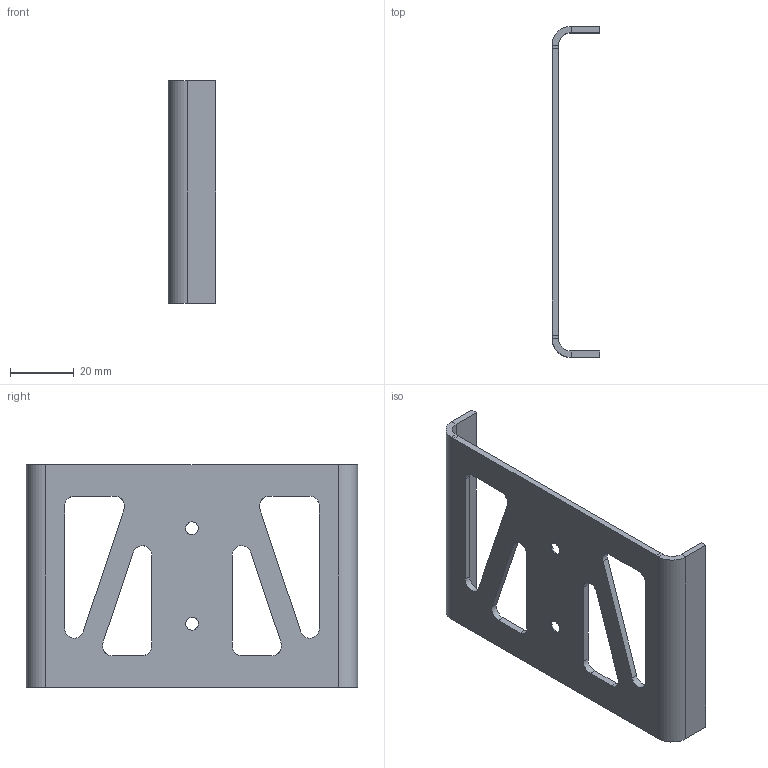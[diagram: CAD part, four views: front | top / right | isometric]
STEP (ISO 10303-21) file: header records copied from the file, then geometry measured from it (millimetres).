
FILE_DESCRIPTION(('CATIA V5 STEP Exchange'),'2;1');
FILE_NAME('FR_03002 (Footrest).stp','2022-10-04T17:35:07+00:00',('none'),('none'),'CATIA Version 5 Release 19 SP 2 (IN-10)','CATIA V5 STEP AP203','none');
FILE_SCHEMA(('CONFIG_CONTROL_DESIGN'));
Length unit declared in the file: millimetre
Products named in the file (1): FR_03002
Bounding box: 15 x 104 x 70 mm (x, y, z)
Volume: 13818.6 mm3; surface area: 15477.5 mm2
Topology: 1 solids, 1 shells, 56 faces, 142 edges, 88 vertices
Faces by surface type: plane 32, cylinder 20, cone 4
Entity records: 1735 total; most frequent: CARTESIAN_POINT 386, ORIENTED_EDGE 284, DIRECTION 226, EDGE_CURVE 142, VECTOR 94, LINE 94, VERTEX_POINT 88, AXIS2_PLACEMENT_3D 82
